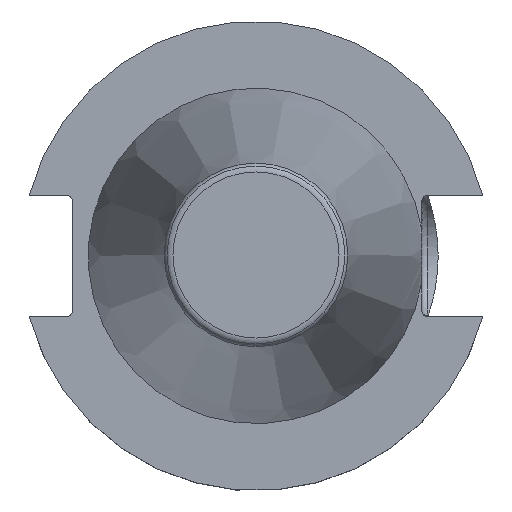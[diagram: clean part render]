
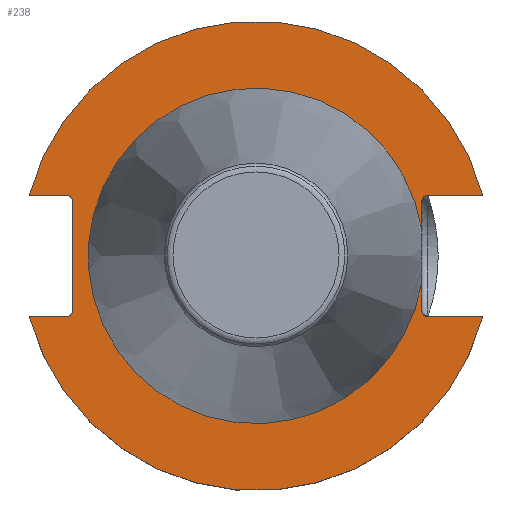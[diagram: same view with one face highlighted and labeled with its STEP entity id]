
A CAD part, top view. The second image highlights one B-rep face of the part: STEP entity #238.
In plain terms, the highlighted planar face has unit normal (0, 0, 1).
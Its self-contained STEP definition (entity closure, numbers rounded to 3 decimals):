
#61=LINE('',#1388,#104);
#62=LINE('',#1389,#105);
#63=LINE('',#1393,#106);
#64=LINE('',#1397,#107);
#65=LINE('',#1401,#108);
#66=LINE('',#1405,#109);
#67=LINE('',#1409,#110);
#104=VECTOR('',#1104,1.);
#105=VECTOR('',#1105,1.);
#106=VECTOR('',#1108,1.);
#107=VECTOR('',#1111,1.);
#108=VECTOR('',#1114,1.);
#109=VECTOR('',#1117,1.);
#110=VECTOR('',#1120,1.);
#238=ADVANCED_FACE('',(#309),#293,.F.);
#293=PLANE('',#978);
#309=FACE_OUTER_BOUND('',#353,.T.);
#353=EDGE_LOOP('',(#432,#433,#434,#435,#436,#437,#438,#439,#440,#441,#442,
#443,#444,#445));
#432=ORIENTED_EDGE('',*,*,#759,.T.);
#433=ORIENTED_EDGE('',*,*,#760,.T.);
#434=ORIENTED_EDGE('',*,*,#757,.T.);
#435=ORIENTED_EDGE('',*,*,#761,.T.);
#436=ORIENTED_EDGE('',*,*,#762,.T.);
#437=ORIENTED_EDGE('',*,*,#763,.T.);
#438=ORIENTED_EDGE('',*,*,#764,.T.);
#439=ORIENTED_EDGE('',*,*,#765,.F.);
#440=ORIENTED_EDGE('',*,*,#766,.T.);
#441=ORIENTED_EDGE('',*,*,#767,.F.);
#442=ORIENTED_EDGE('',*,*,#768,.T.);
#443=ORIENTED_EDGE('',*,*,#769,.T.);
#444=ORIENTED_EDGE('',*,*,#770,.T.);
#445=ORIENTED_EDGE('',*,*,#771,.F.);
#671=VERTEX_POINT('',#1374);
#672=VERTEX_POINT('',#1375);
#673=VERTEX_POINT('',#1386);
#674=VERTEX_POINT('',#1387);
#675=VERTEX_POINT('',#1390);
#676=VERTEX_POINT('',#1392);
#677=VERTEX_POINT('',#1394);
#678=VERTEX_POINT('',#1396);
#679=VERTEX_POINT('',#1398);
#680=VERTEX_POINT('',#1400);
#681=VERTEX_POINT('',#1402);
#682=VERTEX_POINT('',#1404);
#683=VERTEX_POINT('',#1406);
#684=VERTEX_POINT('',#1408);
#757=EDGE_CURVE('',#671,#672,#879,.T.);
#759=EDGE_CURVE('',#673,#674,#880,.T.);
#760=EDGE_CURVE('',#674,#671,#61,.T.);
#761=EDGE_CURVE('',#672,#675,#62,.T.);
#762=EDGE_CURVE('',#675,#676,#881,.T.);
#763=EDGE_CURVE('',#676,#677,#63,.T.);
#764=EDGE_CURVE('',#677,#678,#882,.T.);
#765=EDGE_CURVE('',#679,#678,#64,.T.);
#766=EDGE_CURVE('',#679,#680,#883,.T.);
#767=EDGE_CURVE('',#681,#680,#65,.T.);
#768=EDGE_CURVE('',#681,#682,#884,.T.);
#769=EDGE_CURVE('',#682,#683,#66,.T.);
#770=EDGE_CURVE('',#683,#684,#885,.T.);
#771=EDGE_CURVE('',#673,#684,#67,.T.);
#879=CIRCLE('',#970,22.688);
#880=CIRCLE('',#972,0.8);
#881=CIRCLE('',#973,0.8);
#882=CIRCLE('',#974,31.75);
#883=CIRCLE('',#975,0.8);
#884=CIRCLE('',#976,0.8);
#885=CIRCLE('',#977,31.75);
#970=AXIS2_PLACEMENT_3D('',#1373,#1098,#1099);
#972=AXIS2_PLACEMENT_3D('',#1385,#1102,#1103);
#973=AXIS2_PLACEMENT_3D('',#1391,#1106,#1107);
#974=AXIS2_PLACEMENT_3D('',#1395,#1109,#1110);
#975=AXIS2_PLACEMENT_3D('',#1399,#1112,#1113);
#976=AXIS2_PLACEMENT_3D('',#1403,#1115,#1116);
#977=AXIS2_PLACEMENT_3D('',#1407,#1118,#1119);
#978=AXIS2_PLACEMENT_3D('',#1410,#1121,#1122);
#1098=DIRECTION('',(0.,0.,-1.));
#1099=DIRECTION('',(-1.,0.,0.));
#1102=DIRECTION('',(0.,0.,-1.));
#1103=DIRECTION('',(0.,-1.,0.));
#1104=DIRECTION('',(0.,1.,0.));
#1105=DIRECTION('',(0.,1.,0.));
#1106=DIRECTION('',(0.,0.,-1.));
#1107=DIRECTION('',(-1.,0.,0.));
#1108=DIRECTION('',(1.,0.,0.));
#1109=DIRECTION('',(0.,0.,1.));
#1110=DIRECTION('',(0.966,0.258,0.));
#1111=DIRECTION('',(-1.,0.,0.));
#1112=DIRECTION('',(0.,0.,-1.));
#1113=DIRECTION('',(0.,1.,0.));
#1114=DIRECTION('',(0.,1.,0.));
#1115=DIRECTION('',(0.,0.,-1.));
#1116=DIRECTION('',(1.,0.,0.));
#1117=DIRECTION('',(-1.,0.,0.));
#1118=DIRECTION('',(0.,0.,1.));
#1119=DIRECTION('',(-0.966,-0.258,0.));
#1120=DIRECTION('',(1.,0.,0.));
#1121=DIRECTION('',(0.,0.,-1.));
#1122=DIRECTION('',(1.,0.,0.));
#1373=CARTESIAN_POINT('',(0.,0.,-3.175));
#1374=CARTESIAN_POINT('',(22.42,-3.478,-3.175));
#1375=CARTESIAN_POINT('',(22.42,3.478,-3.175));
#1385=CARTESIAN_POINT('',(23.22,-7.39,-3.175));
#1386=CARTESIAN_POINT('',(23.22,-8.19,-3.175));
#1387=CARTESIAN_POINT('',(22.42,-7.39,-3.175));
#1388=CARTESIAN_POINT('',(22.42,-3.027,-3.175));
#1389=CARTESIAN_POINT('',(22.42,-3.027,-3.175));
#1390=CARTESIAN_POINT('',(22.42,7.39,-3.175));
#1391=CARTESIAN_POINT('',(23.22,7.39,-3.175));
#1392=CARTESIAN_POINT('',(23.22,8.19,-3.175));
#1393=CARTESIAN_POINT('',(23.22,8.19,-3.175));
#1394=CARTESIAN_POINT('',(30.676,8.19,-3.175));
#1395=CARTESIAN_POINT('',(0.,0.,-3.175));
#1396=CARTESIAN_POINT('',(-30.676,8.19,-3.175));
#1397=CARTESIAN_POINT('',(-25.63,8.19,-3.175));
#1398=CARTESIAN_POINT('',(-25.63,8.19,-3.175));
#1399=CARTESIAN_POINT('',(-25.63,7.39,-3.175));
#1400=CARTESIAN_POINT('',(-24.83,7.39,-3.175));
#1401=CARTESIAN_POINT('',(-24.83,-7.39,-3.175));
#1402=CARTESIAN_POINT('',(-24.83,-7.39,-3.175));
#1403=CARTESIAN_POINT('',(-25.63,-7.39,-3.175));
#1404=CARTESIAN_POINT('',(-25.63,-8.19,-3.175));
#1405=CARTESIAN_POINT('',(-25.63,-8.19,-3.175));
#1406=CARTESIAN_POINT('',(-30.676,-8.19,-3.175));
#1407=CARTESIAN_POINT('',(0.,0.,-3.175));
#1408=CARTESIAN_POINT('',(30.676,-8.19,-3.175));
#1409=CARTESIAN_POINT('',(23.22,-8.19,-3.175));
#1410=CARTESIAN_POINT('',(0.,22.688,-3.175));
